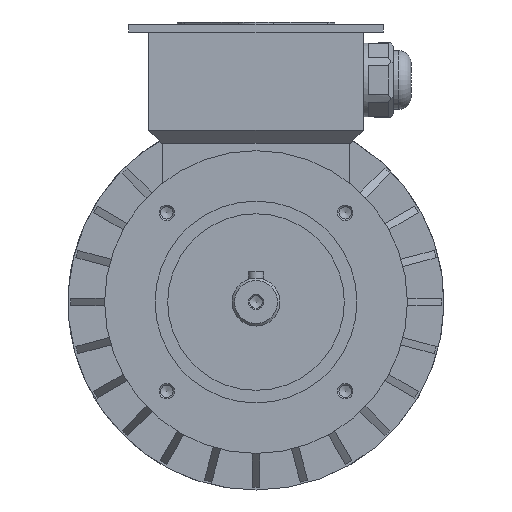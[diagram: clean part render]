
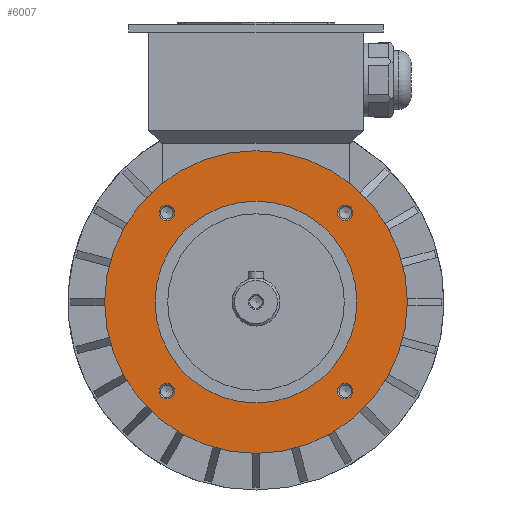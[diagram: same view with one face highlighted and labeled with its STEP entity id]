
A CAD part, front view. The second image highlights one B-rep face of the part: STEP entity #6007.
In plain terms, the highlighted planar face has unit normal (0, -1, 0).
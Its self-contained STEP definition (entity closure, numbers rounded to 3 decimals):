
#200=CIRCLE('',#6208,3.059);
#204=CIRCLE('',#6216,3.059);
#208=CIRCLE('',#6224,3.059);
#278=CIRCLE('',#6376,60.);
#280=CIRCLE('',#6379,3.059);
#281=CIRCLE('',#6380,40.);
#736=ORIENTED_EDGE('',*,*,#1649,.T.);
#737=ORIENTED_EDGE('',*,*,#1653,.T.);
#738=ORIENTED_EDGE('',*,*,#1657,.T.);
#739=ORIENTED_EDGE('',*,*,#1917,.T.);
#740=ORIENTED_EDGE('',*,*,#1918,.F.);
#741=ORIENTED_EDGE('',*,*,#1915,.F.);
#1649=EDGE_CURVE('',#2274,#2274,#200,.T.);
#1653=EDGE_CURVE('',#2279,#2279,#204,.T.);
#1657=EDGE_CURVE('',#2284,#2284,#208,.T.);
#1915=EDGE_CURVE('',#2493,#2493,#278,.T.);
#1917=EDGE_CURVE('',#2495,#2495,#280,.T.);
#1918=EDGE_CURVE('',#2496,#2496,#281,.F.);
#2274=VERTEX_POINT('',#7995);
#2279=VERTEX_POINT('',#8008);
#2284=VERTEX_POINT('',#8021);
#2493=VERTEX_POINT('',#8546);
#2495=VERTEX_POINT('',#8551);
#2496=VERTEX_POINT('',#8553);
#3507=EDGE_LOOP('',(#736));
#3508=EDGE_LOOP('',(#737));
#3509=EDGE_LOOP('',(#738));
#3510=EDGE_LOOP('',(#739));
#3511=EDGE_LOOP('',(#740));
#3512=EDGE_LOOP('',(#741));
#3806=FACE_BOUND('',#3507,.T.);
#3807=FACE_BOUND('',#3508,.T.);
#3808=FACE_BOUND('',#3509,.T.);
#3809=FACE_BOUND('',#3510,.T.);
#3810=FACE_BOUND('',#3511,.T.);
#3811=FACE_BOUND('',#3512,.T.);
#4073=PLANE('',#6378);
#6007=ADVANCED_FACE('',(#3806,#3807,#3808,#3809,#3810,#3811),#4073,.F.);
#6208=AXIS2_PLACEMENT_3D('',#7994,#6696,#6697);
#6216=AXIS2_PLACEMENT_3D('',#8007,#6712,#6713);
#6224=AXIS2_PLACEMENT_3D('',#8020,#6728,#6729);
#6376=AXIS2_PLACEMENT_3D('',#8545,#7196,#7197);
#6378=AXIS2_PLACEMENT_3D('',#8549,#7200,#7201);
#6379=AXIS2_PLACEMENT_3D('',#8550,#7202,#7203);
#6380=AXIS2_PLACEMENT_3D('',#8552,#7204,#7205);
#6696=DIRECTION('',(0.,1.,0.));
#6697=DIRECTION('',(0.,0.,1.));
#6712=DIRECTION('',(0.,1.,0.));
#6713=DIRECTION('',(-1.,0.,0.));
#6728=DIRECTION('',(0.,1.,0.));
#6729=DIRECTION('',(0.,0.,-1.));
#7196=DIRECTION('',(0.,1.,0.));
#7197=DIRECTION('',(1.,0.,0.));
#7200=DIRECTION('',(0.,1.,0.));
#7201=DIRECTION('',(0.,0.,1.));
#7202=DIRECTION('',(0.,1.,0.));
#7203=DIRECTION('',(1.,0.,0.));
#7204=DIRECTION('',(0.,1.,0.));
#7205=DIRECTION('',(0.,0.,1.));
#7994=CARTESIAN_POINT('',(-35.355,-25.,-35.355));
#7995=CARTESIAN_POINT('',(-35.355,-25.,-32.297));
#8007=CARTESIAN_POINT('',(35.355,-25.,-35.355));
#8008=CARTESIAN_POINT('',(32.297,-25.,-35.355));
#8020=CARTESIAN_POINT('',(35.355,-25.,35.355));
#8021=CARTESIAN_POINT('',(35.355,-25.,32.297));
#8545=CARTESIAN_POINT('',(0.,-25.,0.));
#8546=CARTESIAN_POINT('',(60.,-25.,0.));
#8549=CARTESIAN_POINT('',(0.,-25.,0.));
#8550=CARTESIAN_POINT('',(-35.355,-25.,35.355));
#8551=CARTESIAN_POINT('',(-32.297,-25.,35.355));
#8552=CARTESIAN_POINT('',(0.,-25.,0.));
#8553=CARTESIAN_POINT('',(0.,-25.,40.));
